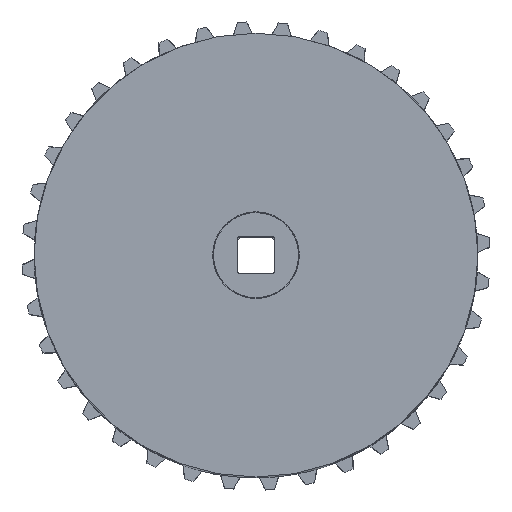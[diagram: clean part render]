
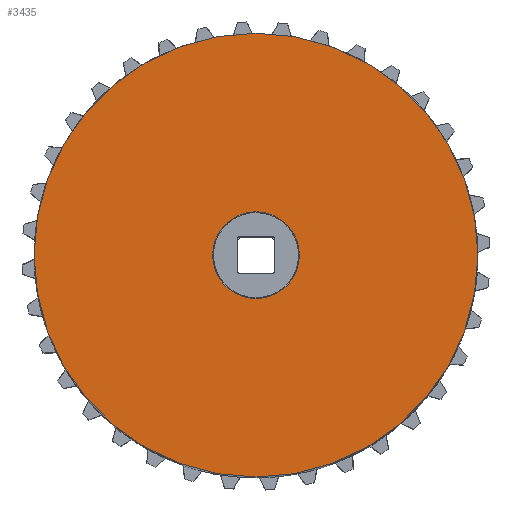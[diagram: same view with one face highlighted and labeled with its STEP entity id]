
A CAD part, top view. The second image highlights one B-rep face of the part: STEP entity #3435.
In plain terms, the highlighted planar face has unit normal (0, 0, 1).
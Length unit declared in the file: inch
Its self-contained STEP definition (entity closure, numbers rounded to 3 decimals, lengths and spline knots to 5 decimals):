
#99 = VERTEX_POINT ( 'NONE', #7716 ) ;
#101 = EDGE_CURVE ( 'NONE', #172, #99, #7715, .T. ) ;
#115 = VERTEX_POINT ( 'NONE', #7745 ) ;
#117 = EDGE_CURVE ( 'NONE', #118, #115, #7744, .T. ) ;
#118 = VERTEX_POINT ( 'NONE', #7739 ) ;
#172 = VERTEX_POINT ( 'NONE', #7876 ) ;
#3381 = EDGE_CURVE ( 'NONE', #99, #172, #17540, .T. ) ;
#3434 = EDGE_CURVE ( 'NONE', #115, #118, #17628, .T. ) ;
#3435 = ADVANCED_FACE ( 'NONE', ( #17626, #17632 ), #17699, .T. ) ;
#3436 = EDGE_LOOP ( 'NONE', ( #3437, #3438 ) ) ;
#3437 = ORIENTED_EDGE ( 'NONE', *, *, #117, .T. ) ;
#3438 = ORIENTED_EDGE ( 'NONE', *, *, #3434, .T. ) ;
#3439 = EDGE_LOOP ( 'NONE', ( #3440, #3441 ) ) ;
#3440 = ORIENTED_EDGE ( 'NONE', *, *, #101, .T. ) ;
#3441 = ORIENTED_EDGE ( 'NONE', *, *, #3381, .T. ) ;
#7711 = DIRECTION ( 'NONE',  ( 1., 0., 0. ) ) ;
#7712 = DIRECTION ( 'NONE',  ( 0., 0., 1. ) ) ;
#7713 = CARTESIAN_POINT ( 'NONE',  ( 0., 0., 1.54614 ) ) ;
#7714 = AXIS2_PLACEMENT_3D ( 'NONE', #7713, #7712, #7711 ) ;
#7715 = CIRCLE ( 'NONE', #7714, 0.75034 ) ;
#7716 = CARTESIAN_POINT ( 'NONE',  ( -0.75034, 0., 1.54614 ) ) ;
#7739 = CARTESIAN_POINT ( 'NONE',  ( 0.14665, 0., 1.54614 ) ) ;
#7740 = DIRECTION ( 'NONE',  ( 1., 0., 0. ) ) ;
#7741 = DIRECTION ( 'NONE',  ( 0., 0., -1. ) ) ;
#7742 = CARTESIAN_POINT ( 'NONE',  ( 0., 0., 1.54614 ) ) ;
#7743 = AXIS2_PLACEMENT_3D ( 'NONE', #7742, #7741, #7740 ) ;
#7744 = CIRCLE ( 'NONE', #7743, 0.14665 ) ;
#7745 = CARTESIAN_POINT ( 'NONE',  ( -0.14665, 0., 1.54614 ) ) ;
#7876 = CARTESIAN_POINT ( 'NONE',  ( 0.75034, 0., 1.54614 ) ) ;
#17532 = DIRECTION ( 'NONE',  ( 1., 0., 0. ) ) ;
#17533 = DIRECTION ( 'NONE',  ( 0., 0., 1. ) ) ;
#17534 = CARTESIAN_POINT ( 'NONE',  ( 0., 0., 1.54614 ) ) ;
#17535 = AXIS2_PLACEMENT_3D ( 'NONE', #17534, #17533, #17532 ) ;
#17540 = CIRCLE ( 'NONE', #17535, 0.75034 ) ;
#17625 = CARTESIAN_POINT ( 'NONE',  ( 0., 0., 1.54614 ) ) ;
#17626 = FACE_BOUND ( 'NONE', #3436, .T. ) ;
#17627 = AXIS2_PLACEMENT_3D ( 'NONE', #17625, #17630, #17629 ) ;
#17628 = CIRCLE ( 'NONE', #17627, 0.14665 ) ;
#17629 = DIRECTION ( 'NONE',  ( 1., 0., 0. ) ) ;
#17630 = DIRECTION ( 'NONE',  ( 0., 0., -1. ) ) ;
#17632 = FACE_OUTER_BOUND ( 'NONE', #3439, .T. ) ;
#17695 = DIRECTION ( 'NONE',  ( 0., -1., 0. ) ) ;
#17696 = DIRECTION ( 'NONE',  ( 0., 0., 1. ) ) ;
#17697 = CARTESIAN_POINT ( 'NONE',  ( 0., 0., 1.54614 ) ) ;
#17698 = AXIS2_PLACEMENT_3D ( 'NONE', #17697, #17696, #17695 ) ;
#17699 = PLANE ( 'NONE',  #17698 ) ;
